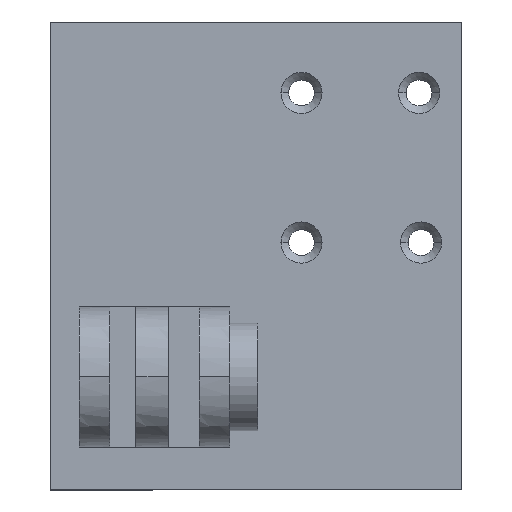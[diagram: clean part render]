
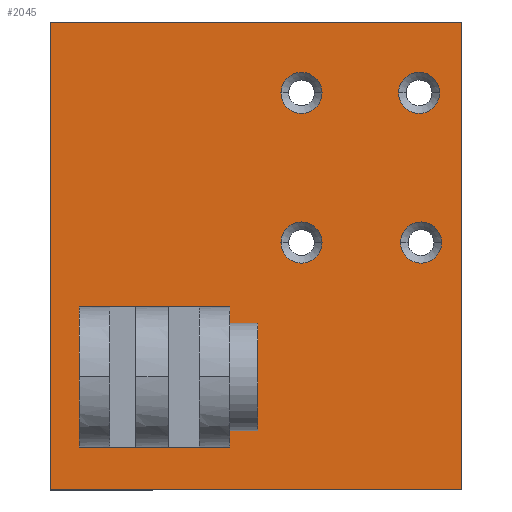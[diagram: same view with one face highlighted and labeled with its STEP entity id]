
A CAD part, top view. The second image highlights one B-rep face of the part: STEP entity #2045.
In plain terms, the highlighted planar face has unit normal (0, 0, 1).
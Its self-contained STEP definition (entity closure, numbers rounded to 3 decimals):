
#1 = VERTEX_POINT ( 'NONE', #869 ) ;
#40 = ORIENTED_EDGE ( 'NONE', *, *, #1512, .F. ) ;
#51 = EDGE_CURVE ( 'NONE', #391, #842, #949, .T. ) ;
#103 = FACE_BOUND ( 'NONE', #212, .T. ) ;
#110 = ORIENTED_EDGE ( 'NONE', *, *, #1442, .F. ) ;
#113 = VECTOR ( 'NONE', #944, 1000. ) ;
#115 = EDGE_CURVE ( 'NONE', #1344, #397, #1297, .T. ) ;
#136 = CARTESIAN_POINT ( 'NONE',  ( 6.415, 2.088, 3. ) ) ;
#140 = CARTESIAN_POINT ( 'NONE',  ( 4.215, 2.088, 3. ) ) ;
#142 = CIRCLE ( 'NONE', #359, 2.2 ) ;
#143 = EDGE_LOOP ( 'NONE', ( #1750, #40, #1248, #110 ) ) ;
#152 = AXIS2_PLACEMENT_3D ( 'NONE', #765, #1637, #1449 ) ;
#159 = CARTESIAN_POINT ( 'NONE',  ( 21.354, 25.658, 3. ) ) ;
#172 = EDGE_CURVE ( 'NONE', #2169, #2150, #725, .T. ) ;
#181 = VERTEX_POINT ( 'NONE', #1833 ) ;
#190 = CARTESIAN_POINT ( 'NONE',  ( -19.553, -4.784, 3. ) ) ;
#212 = EDGE_LOOP ( 'NONE', ( #1298, #1061 ) ) ;
#216 = EDGE_CURVE ( 'NONE', #181, #1, #142, .T. ) ;
#224 = LINE ( 'NONE', #1594, #301 ) ;
#231 = CIRCLE ( 'NONE', #868, 2.2 ) ;
#265 = AXIS2_PLACEMENT_3D ( 'NONE', #1016, #790, #2215 ) ;
#274 = ORIENTED_EDGE ( 'NONE', *, *, #2129, .F. ) ;
#301 = VECTOR ( 'NONE', #2117, 1000. ) ;
#302 = DIRECTION ( 'NONE',  ( 1., 0., 0. ) ) ;
#307 = DIRECTION ( 'NONE',  ( 0., -1., 0. ) ) ;
#323 = EDGE_LOOP ( 'NONE', ( #730, #1140 ) ) ;
#328 = DIRECTION ( 'NONE',  ( 1., 0., 0. ) ) ;
#351 = CARTESIAN_POINT ( 'NONE',  ( 16.785, 18.088, 3. ) ) ;
#359 = AXIS2_PLACEMENT_3D ( 'NONE', #2027, #970, #1487 ) ;
#360 = AXIS2_PLACEMENT_3D ( 'NONE', #1514, #2211, #328 ) ;
#391 = VERTEX_POINT ( 'NONE', #1860 ) ;
#394 = EDGE_CURVE ( 'NONE', #1358, #800, #1687, .T. ) ;
#397 = VERTEX_POINT ( 'NONE', #1339 ) ;
#431 = CARTESIAN_POINT ( 'NONE',  ( 0., -24.342, 3. ) ) ;
#471 = LINE ( 'NONE', #1153, #2060 ) ;
#473 = CARTESIAN_POINT ( 'NONE',  ( -19.553, -4.784, 3. ) ) ;
#474 = CARTESIAN_POINT ( 'NONE',  ( -3.453, -4.784, 3. ) ) ;
#493 = CIRCLE ( 'NONE', #848, 2.2 ) ;
#495 = DIRECTION ( 'NONE',  ( -1., 0., 0. ) ) ;
#591 = CARTESIAN_POINT ( 'NONE',  ( 4.215, 18.088, 3. ) ) ;
#593 = VECTOR ( 'NONE', #1963, 1000. ) ;
#598 = EDGE_LOOP ( 'NONE', ( #2228, #1125 ) ) ;
#609 = ORIENTED_EDGE ( 'NONE', *, *, #216, .F. ) ;
#617 = AXIS2_PLACEMENT_3D ( 'NONE', #1669, #1874, #302 ) ;
#618 = FACE_BOUND ( 'NONE', #323, .T. ) ;
#624 = EDGE_CURVE ( 'NONE', #391, #775, #1781, .T. ) ;
#628 = FACE_OUTER_BOUND ( 'NONE', #738, .T. ) ;
#635 = ORIENTED_EDGE ( 'NONE', *, *, #1544, .F. ) ;
#650 = DIRECTION ( 'NONE',  ( 0., 0., 1. ) ) ;
#700 = VERTEX_POINT ( 'NONE', #1318 ) ;
#716 = DIRECTION ( 'NONE',  ( 1., 0., 0. ) ) ;
#725 = CIRCLE ( 'NONE', #617, 2.2 ) ;
#729 = AXIS2_PLACEMENT_3D ( 'NONE', #140, #650, #2044 ) ;
#730 = ORIENTED_EDGE ( 'NONE', *, *, #1879, .F. ) ;
#738 = EDGE_LOOP ( 'NONE', ( #1183, #2175, #1135, #635 ) ) ;
#765 = CARTESIAN_POINT ( 'NONE',  ( 16.995, 2.088, 3. ) ) ;
#775 = VERTEX_POINT ( 'NONE', #159 ) ;
#783 = CARTESIAN_POINT ( 'NONE',  ( 0., 25.658, 3. ) ) ;
#784 = CARTESIAN_POINT ( 'NONE',  ( 0., 0., 3. ) ) ;
#790 = DIRECTION ( 'NONE',  ( 0., 0., 1. ) ) ;
#800 = VERTEX_POINT ( 'NONE', #136 ) ;
#826 = VECTOR ( 'NONE', #2124, 1000. ) ;
#842 = VERTEX_POINT ( 'NONE', #1743 ) ;
#848 = AXIS2_PLACEMENT_3D ( 'NONE', #591, #1076, #1098 ) ;
#854 = VERTEX_POINT ( 'NONE', #1361 ) ;
#868 = AXIS2_PLACEMENT_3D ( 'NONE', #351, #887, #716 ) ;
#869 = CARTESIAN_POINT ( 'NONE',  ( 14.585, 18.088, 3. ) ) ;
#887 = DIRECTION ( 'NONE',  ( 0., 0., 1. ) ) ;
#890 = CARTESIAN_POINT ( 'NONE',  ( 19.195, 2.088, 3. ) ) ;
#931 = LINE ( 'NONE', #2135, #1085 ) ;
#944 = DIRECTION ( 'NONE',  ( -1., 0., 0. ) ) ;
#949 = LINE ( 'NONE', #1959, #2004 ) ;
#963 = EDGE_CURVE ( 'NONE', #2150, #2169, #493, .T. ) ;
#970 = DIRECTION ( 'NONE',  ( 0., 0., 1. ) ) ;
#1016 = CARTESIAN_POINT ( 'NONE',  ( 16.995, 2.088, 3. ) ) ;
#1061 = ORIENTED_EDGE ( 'NONE', *, *, #1166, .F. ) ;
#1076 = DIRECTION ( 'NONE',  ( 0., 0., 1. ) ) ;
#1085 = VECTOR ( 'NONE', #1458, 1000. ) ;
#1098 = DIRECTION ( 'NONE',  ( 1., 0., 0. ) ) ;
#1103 = CARTESIAN_POINT ( 'NONE',  ( 21.354, -24.342, 3. ) ) ;
#1125 = ORIENTED_EDGE ( 'NONE', *, *, #963, .F. ) ;
#1135 = ORIENTED_EDGE ( 'NONE', *, *, #51, .T. ) ;
#1140 = ORIENTED_EDGE ( 'NONE', *, *, #394, .F. ) ;
#1153 = CARTESIAN_POINT ( 'NONE',  ( 21.354, 0., 3. ) ) ;
#1166 = EDGE_CURVE ( 'NONE', #397, #1344, #1589, .T. ) ;
#1183 = ORIENTED_EDGE ( 'NONE', *, *, #1640, .F. ) ;
#1229 = EDGE_LOOP ( 'NONE', ( #609, #274 ) ) ;
#1248 = ORIENTED_EDGE ( 'NONE', *, *, #1892, .F. ) ;
#1258 = VERTEX_POINT ( 'NONE', #474 ) ;
#1297 = CIRCLE ( 'NONE', #265, 2.2 ) ;
#1298 = ORIENTED_EDGE ( 'NONE', *, *, #115, .F. ) ;
#1318 = CARTESIAN_POINT ( 'NONE',  ( -3.453, -19.784, 3. ) ) ;
#1339 = CARTESIAN_POINT ( 'NONE',  ( 14.795, 2.088, 3. ) ) ;
#1344 = VERTEX_POINT ( 'NONE', #890 ) ;
#1358 = VERTEX_POINT ( 'NONE', #1403 ) ;
#1361 = CARTESIAN_POINT ( 'NONE',  ( -19.553, -19.784, 3. ) ) ;
#1399 = CARTESIAN_POINT ( 'NONE',  ( 2.015, 18.088, 3. ) ) ;
#1403 = CARTESIAN_POINT ( 'NONE',  ( 2.015, 2.088, 3. ) ) ;
#1410 = VERTEX_POINT ( 'NONE', #1103 ) ;
#1425 = LINE ( 'NONE', #1446, #826 ) ;
#1436 = AXIS2_PLACEMENT_3D ( 'NONE', #784, #2009, #1467 ) ;
#1442 = EDGE_CURVE ( 'NONE', #700, #1258, #931, .T. ) ;
#1446 = CARTESIAN_POINT ( 'NONE',  ( -19.553, -4.784, 3. ) ) ;
#1449 = DIRECTION ( 'NONE',  ( 1., 0., 0. ) ) ;
#1458 = DIRECTION ( 'NONE',  ( 0., 1., 0. ) ) ;
#1467 = DIRECTION ( 'NONE',  ( 1., 0., 0. ) ) ;
#1487 = DIRECTION ( 'NONE',  ( 1., 0., 0. ) ) ;
#1512 = EDGE_CURVE ( 'NONE', #1681, #854, #1425, .T. ) ;
#1514 = CARTESIAN_POINT ( 'NONE',  ( 4.215, 2.088, 3. ) ) ;
#1544 = EDGE_CURVE ( 'NONE', #1410, #842, #1974, .T. ) ;
#1589 = CIRCLE ( 'NONE', #152, 2.2 ) ;
#1594 = CARTESIAN_POINT ( 'NONE',  ( -19.553, -19.784, 3. ) ) ;
#1637 = DIRECTION ( 'NONE',  ( 0., 0., 1. ) ) ;
#1640 = EDGE_CURVE ( 'NONE', #775, #1410, #471, .T. ) ;
#1649 = DIRECTION ( 'NONE',  ( 0., -1., 0. ) ) ;
#1669 = CARTESIAN_POINT ( 'NONE',  ( 4.215, 18.088, 3. ) ) ;
#1681 = VERTEX_POINT ( 'NONE', #190 ) ;
#1685 = LINE ( 'NONE', #473, #1992 ) ;
#1687 = CIRCLE ( 'NONE', #360, 2.2 ) ;
#1743 = CARTESIAN_POINT ( 'NONE',  ( -22.646, -24.342, 3. ) ) ;
#1750 = ORIENTED_EDGE ( 'NONE', *, *, #1787, .F. ) ;
#1781 = LINE ( 'NONE', #783, #593 ) ;
#1787 = EDGE_CURVE ( 'NONE', #854, #700, #224, .T. ) ;
#1833 = CARTESIAN_POINT ( 'NONE',  ( 18.985, 18.088, 3. ) ) ;
#1859 = FACE_BOUND ( 'NONE', #598, .T. ) ;
#1860 = CARTESIAN_POINT ( 'NONE',  ( -22.646, 25.658, 3. ) ) ;
#1874 = DIRECTION ( 'NONE',  ( 0., 0., 1. ) ) ;
#1879 = EDGE_CURVE ( 'NONE', #800, #1358, #1951, .T. ) ;
#1892 = EDGE_CURVE ( 'NONE', #1258, #1681, #1685, .T. ) ;
#1951 = CIRCLE ( 'NONE', #729, 2.2 ) ;
#1959 = CARTESIAN_POINT ( 'NONE',  ( -22.646, 0., 3. ) ) ;
#1963 = DIRECTION ( 'NONE',  ( 1., 0., 0. ) ) ;
#1974 = LINE ( 'NONE', #431, #113 ) ;
#1992 = VECTOR ( 'NONE', #495, 1000. ) ;
#1997 = PLANE ( 'NONE',  #1436 ) ;
#2004 = VECTOR ( 'NONE', #1649, 1000. ) ;
#2009 = DIRECTION ( 'NONE',  ( 0., 0., 1. ) ) ;
#2020 = FACE_BOUND ( 'NONE', #1229, .T. ) ;
#2027 = CARTESIAN_POINT ( 'NONE',  ( 16.785, 18.088, 3. ) ) ;
#2044 = DIRECTION ( 'NONE',  ( 1., 0., 0. ) ) ;
#2045 = ADVANCED_FACE ( 'NONE', ( #1859, #2020, #103, #618, #628, #2177 ), #1997, .T. ) ;
#2060 = VECTOR ( 'NONE', #307, 1000. ) ;
#2101 = CARTESIAN_POINT ( 'NONE',  ( 6.415, 18.088, 3. ) ) ;
#2117 = DIRECTION ( 'NONE',  ( 1., 0., 0. ) ) ;
#2124 = DIRECTION ( 'NONE',  ( 0., -1., 0. ) ) ;
#2129 = EDGE_CURVE ( 'NONE', #1, #181, #231, .T. ) ;
#2135 = CARTESIAN_POINT ( 'NONE',  ( -3.453, -4.784, 3. ) ) ;
#2150 = VERTEX_POINT ( 'NONE', #1399 ) ;
#2169 = VERTEX_POINT ( 'NONE', #2101 ) ;
#2175 = ORIENTED_EDGE ( 'NONE', *, *, #624, .F. ) ;
#2177 = FACE_BOUND ( 'NONE', #143, .T. ) ;
#2211 = DIRECTION ( 'NONE',  ( 0., 0., 1. ) ) ;
#2215 = DIRECTION ( 'NONE',  ( 1., 0., 0. ) ) ;
#2228 = ORIENTED_EDGE ( 'NONE', *, *, #172, .F. ) ;
